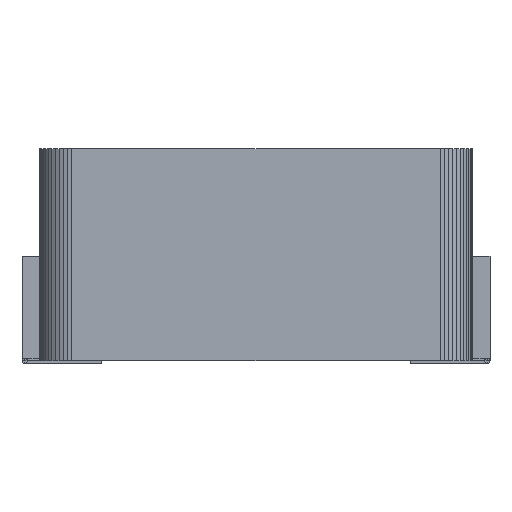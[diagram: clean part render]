
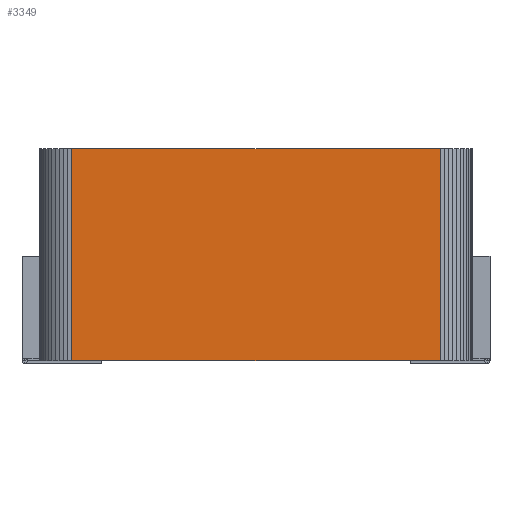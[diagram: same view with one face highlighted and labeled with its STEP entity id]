
A CAD part, front view. The second image highlights one B-rep face of the part: STEP entity #3349.
In plain terms, the highlighted planar face has unit normal (0, -1, 0).
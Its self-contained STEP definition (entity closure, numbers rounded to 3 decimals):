
#2105 = VERTEX_POINT('',#2106);
#2106 = CARTESIAN_POINT('',(-5.313,-6.248,6.2));
#2112 = EDGE_CURVE('',#2113,#2105,#2115,.T.);
#2113 = VERTEX_POINT('',#2114);
#2114 = CARTESIAN_POINT('',(5.313,-6.248,6.2));
#2115 = LINE('',#2116,#2117);
#2116 = CARTESIAN_POINT('',(-5.187,-6.248,6.2));
#2117 = VECTOR('',#2118,1.);
#2118 = DIRECTION('',(-1.,0.,0.));
#2406 = VERTEX_POINT('',#2407);
#2407 = CARTESIAN_POINT('',(5.313,-6.248,0.075));
#2413 = EDGE_CURVE('',#2406,#2414,#2416,.T.);
#2414 = VERTEX_POINT('',#2415);
#2415 = CARTESIAN_POINT('',(-5.313,-6.248,0.075));
#2416 = LINE('',#2417,#2418);
#2417 = CARTESIAN_POINT('',(5.313,-6.248,0.075));
#2418 = VECTOR('',#2419,1.);
#2419 = DIRECTION('',(-1.,0.,0.));
#3336 = EDGE_CURVE('',#2105,#2414,#3337,.T.);
#3337 = LINE('',#3338,#3339);
#3338 = CARTESIAN_POINT('',(-5.313,-6.248,6.2));
#3339 = VECTOR('',#3340,1.);
#3340 = DIRECTION('',(0.,0.,-1.));
#3349 = ADVANCED_FACE('',(#3350),#3361,.T.);
#3350 = FACE_BOUND('',#3351,.T.);
#3351 = EDGE_LOOP('',(#3352,#3353,#3359,#3360));
#3352 = ORIENTED_EDGE('',*,*,#2413,.F.);
#3353 = ORIENTED_EDGE('',*,*,#3354,.T.);
#3354 = EDGE_CURVE('',#2406,#2113,#3355,.T.);
#3355 = LINE('',#3356,#3357);
#3356 = CARTESIAN_POINT('',(5.313,-6.248,0.075));
#3357 = VECTOR('',#3358,1.);
#3358 = DIRECTION('',(0.,0.,1.));
#3359 = ORIENTED_EDGE('',*,*,#2112,.T.);
#3360 = ORIENTED_EDGE('',*,*,#3336,.T.);
#3361 = PLANE('',#3362);
#3362 = AXIS2_PLACEMENT_3D('',#3363,#3364,#3365);
#3363 = CARTESIAN_POINT('',(0.,-6.248,3.138));
#3364 = DIRECTION('',(-0.,-1.,-0.));
#3365 = DIRECTION('',(0.,0.,-1.));
